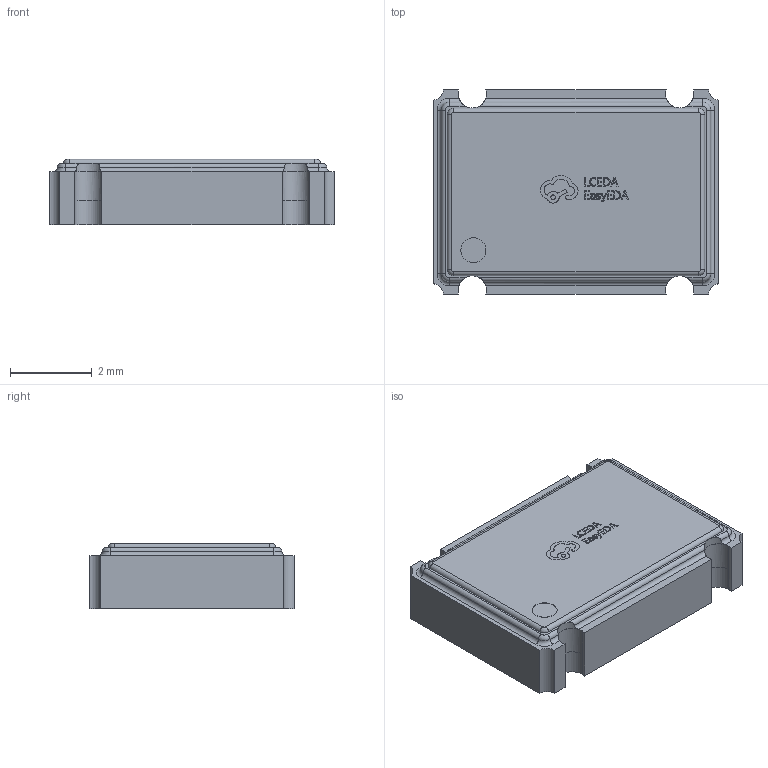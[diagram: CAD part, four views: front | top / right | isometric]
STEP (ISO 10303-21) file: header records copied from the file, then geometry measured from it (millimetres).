
FILE_DESCRIPTION (( 'STEP AP214' ), '1' );
FILE_NAME ('OSC-SMD_4P-L7.0-W5.0-BL_KYOCERA_K50X.step', '2022-07-07T03:24:57', ( '' ), ( '' ), 'SwSTEP 2.0', 'SolidWorks 2020', '' );
FILE_SCHEMA (( 'AUTOMOTIVE_DESIGN' ));
Length unit declared in the file: millimetre
Products named in the file (1): OSC-SMD_4P-L7.0-W5.0-BL_KYOCERA_K50X
Bounding box: 7 x 5 x 1.6 mm (x, y, z)
Volume: 52.2 mm3; surface area: 136.3 mm2
Topology: 5 solids, 5 shells, 415 faces, 1107 edges, 730 vertices
Faces by surface type: plane 245, bspline 112, cylinder 46, torus 12
Entity records: 18469 total; most frequent: CARTESIAN_POINT 4517, ORIENTED_EDGE 2214, DIRECTION 1575, EDGE_CURVE 1107, VECTOR 759, LINE 759, VERTEX_POINT 730, EDGE_LOOP 443
